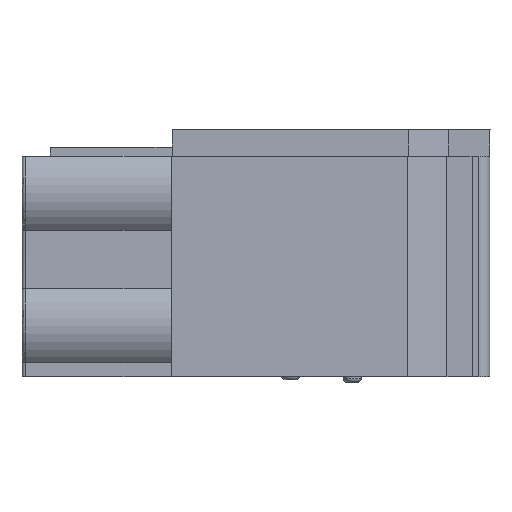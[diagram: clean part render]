
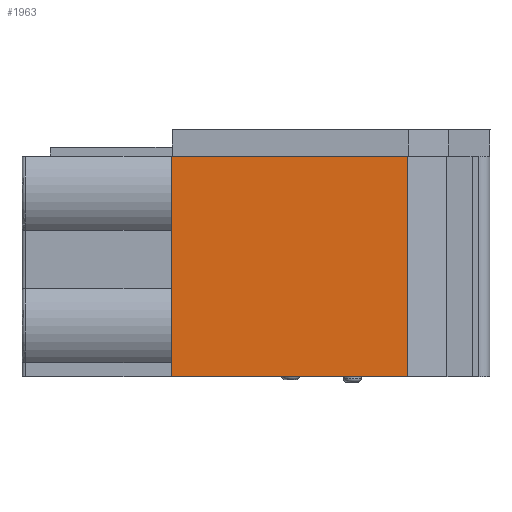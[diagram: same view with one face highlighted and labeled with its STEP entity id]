
A CAD part, front view. The second image highlights one B-rep face of the part: STEP entity #1963.
In plain terms, the highlighted planar face has unit normal (0, -1, 0).
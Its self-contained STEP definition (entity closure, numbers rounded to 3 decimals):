
#1963=ADVANCED_FACE('',(#4180),#3033,.T.);
#3033=PLANE('',#27710);
#4180=FACE_OUTER_BOUND('',#5711,.T.);
#5711=EDGE_LOOP('',(#13000,#13001,#13002,#13003,#13004));
#6474=B_SPLINE_CURVE_WITH_KNOTS('',3,(#43656,#43657,#43658,#43659),
 .UNSPECIFIED.,.F.,.F.,(4,4),(0.,1.),.UNSPECIFIED.);
#6477=B_SPLINE_CURVE_WITH_KNOTS('',3,(#43769,#43770,#43771,#43772),
 .UNSPECIFIED.,.F.,.F.,(4,4),(0.,1.),.UNSPECIFIED.);
#13000=ORIENTED_EDGE('',*,*,#20126,.T.);
#13001=ORIENTED_EDGE('',*,*,#17705,.T.);
#13002=ORIENTED_EDGE('',*,*,#20130,.F.);
#13003=ORIENTED_EDGE('',*,*,#20076,.F.);
#13004=ORIENTED_EDGE('',*,*,#20114,.F.);
#15228=VERTEX_POINT('',#36626);
#15229=VERTEX_POINT('',#36628);
#16607=VERTEX_POINT('',#43398);
#16684=VERTEX_POINT('',#43649);
#16712=VERTEX_POINT('',#43773);
#17705=EDGE_CURVE('',#15229,#15228,#21308,.T.);
#20076=EDGE_CURVE('',#16607,#16684,#6474,.T.);
#20114=EDGE_CURVE('',#16712,#16607,#6477,.T.);
#20126=EDGE_CURVE('',#16712,#15229,#23098,.T.);
#20130=EDGE_CURVE('',#16684,#15228,#23101,.T.);
#21308=LINE('',#36627,#23930);
#23098=LINE('',#43793,#25804);
#23101=LINE('',#43801,#25807);
#23930=VECTOR('',#28951,1.);
#25804=VECTOR('',#33495,1.);
#25807=VECTOR('',#33506,1.);
#27710=AXIS2_PLACEMENT_3D('',#43802,#33507,#33508);
#28951=DIRECTION('',(1.,0.,0.));
#33495=DIRECTION('',(0.,0.,-1.));
#33506=DIRECTION('',(0.,0.,-1.));
#33507=DIRECTION('',(0.,-1.,0.));
#33508=DIRECTION('',(-1.,0.,0.));
#36626=CARTESIAN_POINT('',(-4.65,-13.766,61.045));
#36627=CARTESIAN_POINT('',(-18.05,-13.766,61.045));
#36628=CARTESIAN_POINT('',(-18.05,-13.766,61.045));
#43398=CARTESIAN_POINT('',(-18.,-13.766,73.545));
#43649=CARTESIAN_POINT('',(-4.65,-13.766,73.545));
#43656=CARTESIAN_POINT('',(-18.,-13.766,73.545));
#43657=CARTESIAN_POINT('',(-13.55,-13.766,73.545));
#43658=CARTESIAN_POINT('',(-9.1,-13.766,73.545));
#43659=CARTESIAN_POINT('',(-4.65,-13.766,73.545));
#43769=CARTESIAN_POINT('',(-18.05,-13.766,73.545));
#43770=CARTESIAN_POINT('',(-18.033,-13.766,73.545));
#43771=CARTESIAN_POINT('',(-18.017,-13.766,73.545));
#43772=CARTESIAN_POINT('',(-18.,-13.766,73.545));
#43773=CARTESIAN_POINT('',(-18.05,-13.766,73.545));
#43793=CARTESIAN_POINT('',(-18.05,-13.766,-31.455));
#43801=CARTESIAN_POINT('',(-4.65,-13.766,-31.455));
#43802=CARTESIAN_POINT('',(-18.05,-13.766,-31.455));
